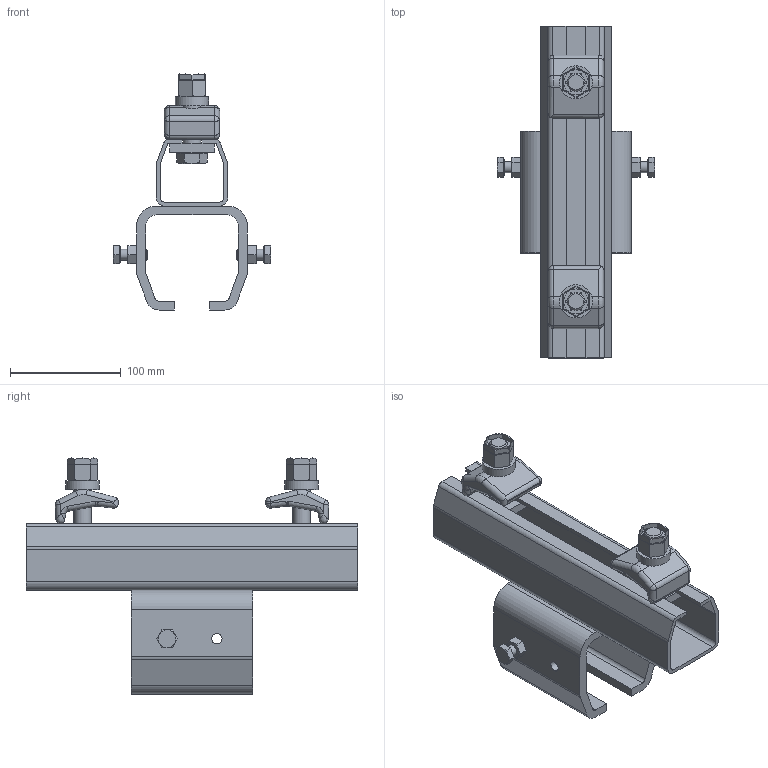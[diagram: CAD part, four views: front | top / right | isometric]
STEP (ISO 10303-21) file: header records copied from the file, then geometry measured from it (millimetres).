
FILE_DESCRIPTION(('STEP AP214'),'1');
FILE_NAME('PMH Upphängning 1602B.stp','2013-08-06T08:39:03',(' '),(' '),'Spatial InterOp 3D',' ',' ');
FILE_SCHEMA(('automotive_design'));
Length unit declared in the file: millimetre
Products named in the file (14): PMH Profilskena stallbar upphangning 1602B; NAUO14; NAUO13; NAUO12; NAUO11; NAUO10; NAUO19; NAUO2; NAUO3; NAUO18; NAUO17; NAUO5; NAUO16; NAUO15
Assembly tree (19 placements, depth 4):
  PMH Profilskena stallbar upphangning 1602B
    NAUO14  x2
    NAUO13  x2
    NAUO12  x2
    NAUO11  x2
    NAUO10
      NAUO19
      NAUO2
      NAUO3  x2
        NAUO18
        NAUO17
    NAUO5  x2
      NAUO16
      NAUO15
Bounding box: 142.8 x 300 x 213.36 mm (x, y, z)
Volume: 628336.1 mm3; surface area: 248747.2 mm2
Topology: 18 solids, 18 shells, 406 faces, 990 edges, 618 vertices
Faces by surface type: plane 198, cylinder 130, cone 44, bspline 16, torus 14, sphere 4
Full cylindrical faces by diameter (mm): 8.376 x2, 9.3 x6, 10 x2, 13.835 x2, 14.63 x2, 16 x2, 16.5 x2, 17.5 x2, 22.49 x2, 30 x2
Entity records: 11157 total; most frequent: CARTESIAN_POINT 3512, DIRECTION 1140, ORIENTED_EDGE 1098, EDGE_CURVE 549, AXIS2_PLACEMENT_3D 424, VERTEX_POINT 364, LINE 292, VECTOR 292
